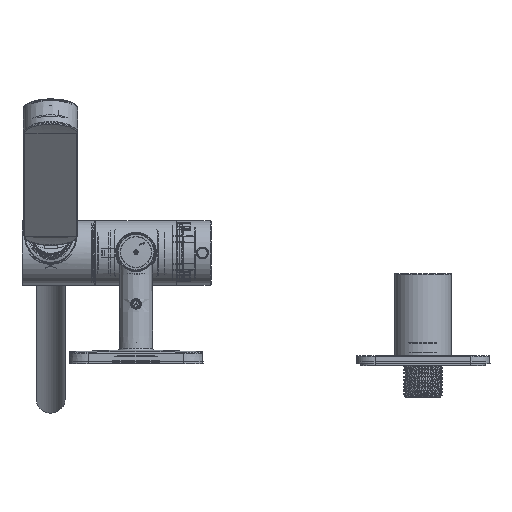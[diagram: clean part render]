
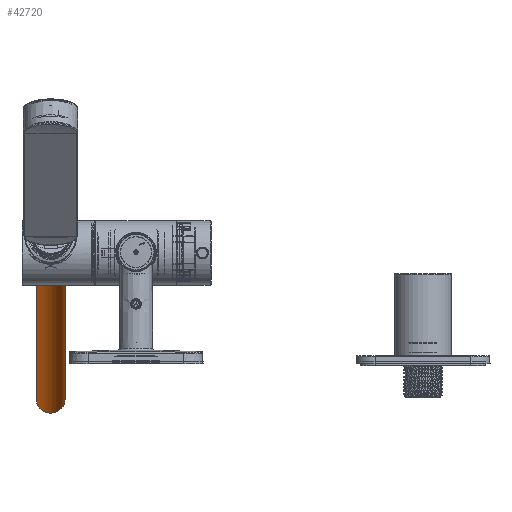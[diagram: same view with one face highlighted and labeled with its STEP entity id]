
A CAD part, top view. The second image highlights one B-rep face of the part: STEP entity #42720.
In plain terms, the highlighted cylindrical face has radius 7.5 mm (diameter 15 mm), a full revolution.
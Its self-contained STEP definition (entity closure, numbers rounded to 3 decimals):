
#2314=CIRCLE('',#53314,7.5);
#2315=CIRCLE('',#53316,7.5);
#13204=ORIENTED_EDGE('',*,*,#22609,.F.);
#13205=ORIENTED_EDGE('',*,*,#22610,.T.);
#22609=EDGE_CURVE('',#27872,#27872,#2314,.T.);
#22610=EDGE_CURVE('',#27873,#27873,#2315,.T.);
#27872=VERTEX_POINT('',#100694);
#27873=VERTEX_POINT('',#100697);
#35715=EDGE_LOOP('',(#13204));
#35716=EDGE_LOOP('',(#13205));
#39029=FACE_BOUND('',#35715,.T.);
#39030=FACE_BOUND('',#35716,.T.);
#41165=CYLINDRICAL_SURFACE('',#53315,7.5);
#42720=ADVANCED_FACE('',(#39029,#39030),#41165,.T.);
#53314=AXIS2_PLACEMENT_3D('',#100693,#59747,#59748);
#53315=AXIS2_PLACEMENT_3D('',#100695,#59749,#59750);
#53316=AXIS2_PLACEMENT_3D('',#100696,#59751,#59752);
#59747=DIRECTION('',(0.,-1.,0.));
#59748=DIRECTION('',(0.,0.,-1.));
#59749=DIRECTION('',(0.,-1.,0.));
#59750=DIRECTION('',(0.,0.,-1.));
#59751=DIRECTION('',(0.,-1.,0.));
#59752=DIRECTION('',(0.,0.,-1.));
#100693=CARTESIAN_POINT('',(0.,0.,0.));
#100694=CARTESIAN_POINT('',(0.,0.,-7.5));
#100695=CARTESIAN_POINT('',(0.,0.,0.));
#100696=CARTESIAN_POINT('',(0.,215.5,0.));
#100697=CARTESIAN_POINT('',(0.,215.5,-7.5));
